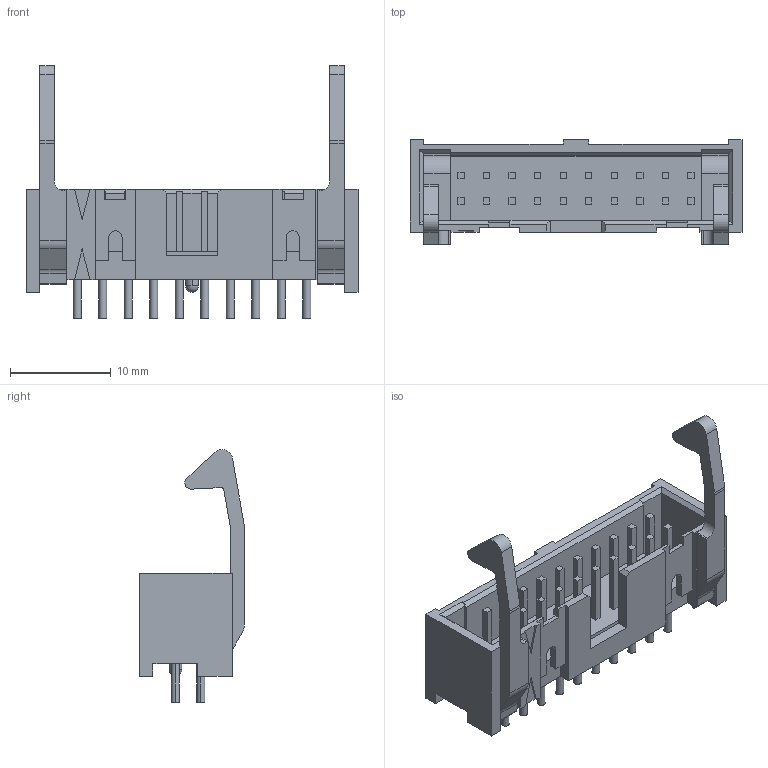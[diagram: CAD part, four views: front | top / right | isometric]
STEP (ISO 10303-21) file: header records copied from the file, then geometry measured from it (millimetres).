
FILE_DESCRIPTION((''),'2;1');
FILE_NAME('TYCO_2-1761606-7.stp','2015-10-05T18:15:52',(''),(''),'Mechanical Desktop 2011','Mechanical Desktop 2011',', , ');
FILE_SCHEMA(('AUTOMOTIVE_DESIGN { 1 2 10303 214 1 1 1 1 }'));
Length unit declared in the file: millimetre
Products named in the file (1): Product
Bounding box: 33.02 x 10.41 x 25.14 mm (x, y, z)
Volume: 1455.4 mm3; surface area: 2833.2 mm2
Topology: 43 solids, 43 shells, 378 faces, 887 edges, 585 vertices
Faces by surface type: plane 292, cylinder 82, sphere 4
Entity records: 10759 total; most frequent: CARTESIAN_POINT 1847, DIRECTION 1813, ORIENTED_EDGE 1766, EDGE_CURVE 883, VECTOR 711, LINE 711, VERTEX_POINT 585, AXIS2_PLACEMENT_3D 551
